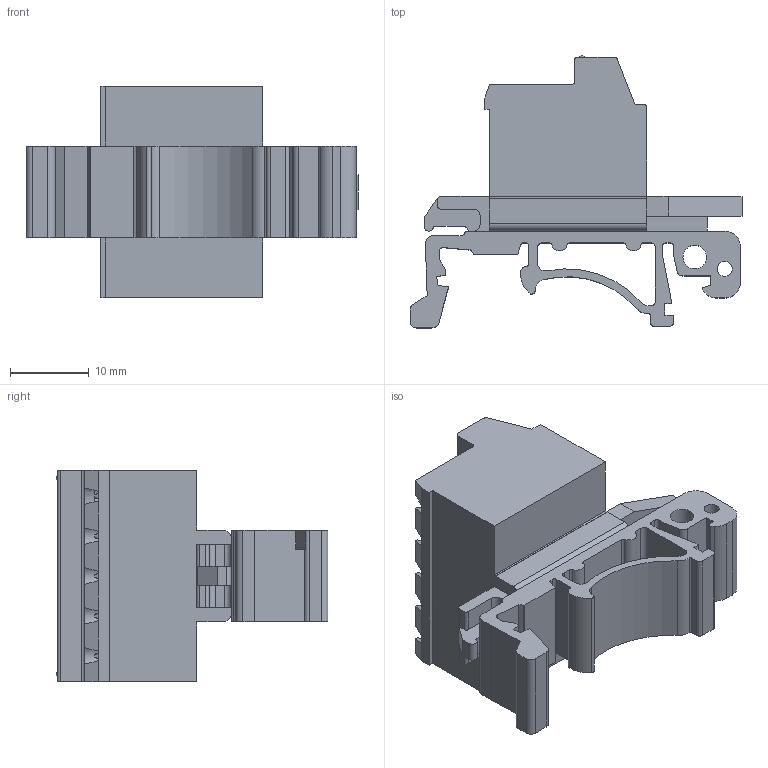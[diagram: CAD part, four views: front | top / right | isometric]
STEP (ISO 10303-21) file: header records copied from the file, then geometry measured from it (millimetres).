
FILE_DESCRIPTION(/* description */ (''),/* implementation_level */ '2;1');
FILE_NAME(/* name */ '12322.1_PK_TS_5_508_TS32_35.stp',/* time_stamp */ '2020-08-18T14:30:49+02:00',/* author */ ('cgeuking'),/* organization */ (''),/* preprocessor_version */ 'ST-DEVELOPER v17',/* originating_system */ 'Autodesk Inventor 2019',/* authorisation */ '');
FILE_SCHEMA (('AUTOMOTIVE_DESIGN { 1 0 10303 214 3 1 1 }'));
Length unit declared in the file: millimetre
Products named in the file (1): 12322.1_PK_TS_5_508_TS32_35
Bounding box: 42.2 x 34.55 x 26.92 mm (x, y, z)
Volume: 9475.8 mm3; surface area: 7517.2 mm2
Topology: 1 solids, 1 shells, 554 faces, 1484 edges, 942 vertices
Faces by surface type: plane 367, cylinder 137, bspline 20, torus 15, cone 13, sphere 2
Full cylindrical faces by diameter (mm): 1.9 x1, 3 x1, 4 x10
Entity records: 17364 total; most frequent: CARTESIAN_POINT 3301, ORIENTED_EDGE 2968, DIRECTION 2921, EDGE_CURVE 1484, LINE 1037, VECTOR 1037, VERTEX_POINT 942, AXIS2_PLACEMENT_3D 942
